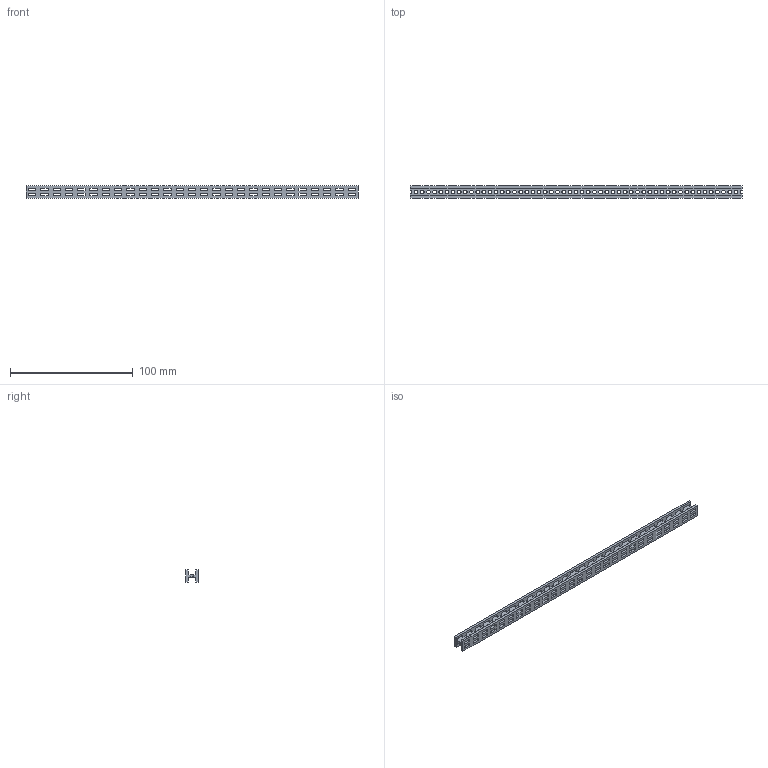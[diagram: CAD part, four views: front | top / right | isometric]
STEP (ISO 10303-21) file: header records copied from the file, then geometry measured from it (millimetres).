
FILE_DESCRIPTION (( 'STEP AP203' ), '1' );
FILE_NAME ('Beam 270.STEP', '2017-02-03T08:53:56', ( '' ), ( '' ), 'SwSTEP 2.0', 'SolidWorks 2015', '' );
FILE_SCHEMA (( 'CONFIG_CONTROL_DESIGN' ));
Length unit declared in the file: millimetre
Products named in the file (1): Beam 270
Bounding box: 270 x 10 x 10 mm (x, y, z)
Volume: 10684.6 mm3; surface area: 16330.5 mm2
Topology: 1 solids, 1 shells, 449 faces, 1665 edges, 1110 vertices
Faces by surface type: plane 340, cylinder 109
Entity records: 18198 total; most frequent: ORIENTED_EDGE 3330, CARTESIAN_POINT 3225, DIRECTION 2783, EDGE_CURVE 1665, VECTOR 1447, LINE 1447, VERTEX_POINT 1110, AXIS2_PLACEMENT_3D 668
